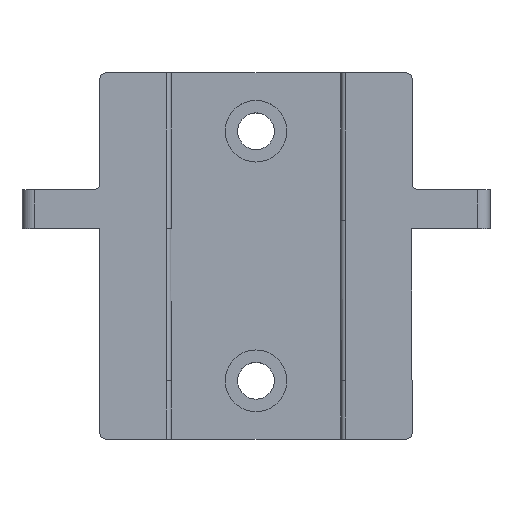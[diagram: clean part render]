
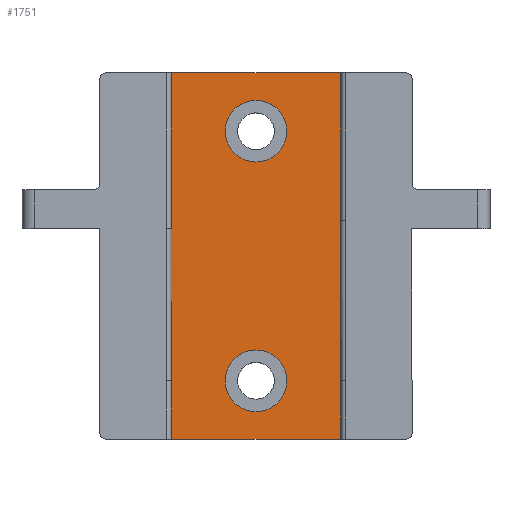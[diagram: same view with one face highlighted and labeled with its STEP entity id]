
A CAD part, top view. The second image highlights one B-rep face of the part: STEP entity #1751.
In plain terms, the highlighted face is planar.
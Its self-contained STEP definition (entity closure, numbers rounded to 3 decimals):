
#52=FACE_BOUND('',#295,.T.);
#53=FACE_BOUND('',#296,.T.);
#90=PLANE('',#1970);
#186=FACE_OUTER_BOUND('',#294,.T.);
#294=EDGE_LOOP('',(#1551,#1552,#1553,#1554,#1555,#1556,#1557,#1558,#1559,
#1560));
#295=EDGE_LOOP('',(#1561));
#296=EDGE_LOOP('',(#1562,#1563));
#397=LINE('',#3191,#531);
#400=LINE('',#3205,#534);
#409=LINE('',#3237,#543);
#414=LINE('',#3249,#548);
#418=LINE('',#3264,#552);
#429=LINE('',#3300,#563);
#430=LINE('',#3302,#564);
#431=LINE('',#3305,#565);
#436=LINE('',#3317,#570);
#437=LINE('',#3318,#571);
#531=VECTOR('',#2367,10.);
#534=VECTOR('',#2380,10.);
#543=VECTOR('',#2421,10.);
#548=VECTOR('',#2438,10.);
#552=VECTOR('',#2456,10.);
#563=VECTOR('',#2495,10.);
#564=VECTOR('',#2498,10.);
#565=VECTOR('',#2501,10.);
#570=VECTOR('',#2512,10.);
#571=VECTOR('',#2513,10.);
#662=CIRCLE('',#1934,5.013);
#668=CIRCLE('',#1956,5.013);
#675=CIRCLE('',#1971,5.013);
#803=VERTEX_POINT('',#3188);
#804=VERTEX_POINT('',#3190);
#808=VERTEX_POINT('',#3199);
#810=VERTEX_POINT('',#3203);
#815=VERTEX_POINT('',#3226);
#817=VERTEX_POINT('',#3236);
#820=VERTEX_POINT('',#3258);
#822=VERTEX_POINT('',#3262);
#825=VERTEX_POINT('',#3274);
#827=VERTEX_POINT('',#3277);
#833=VERTEX_POINT('',#3298);
#834=VERTEX_POINT('',#3304);
#838=VERTEX_POINT('',#3316);
#1026=EDGE_CURVE('',#804,#803,#397,.T.);
#1033=EDGE_CURVE('',#810,#808,#400,.T.);
#1043=EDGE_CURVE('',#815,#815,#662,.F.);
#1048=EDGE_CURVE('',#817,#804,#409,.T.);
#1054=EDGE_CURVE('',#817,#810,#414,.T.);
#1060=EDGE_CURVE('',#822,#820,#418,.T.);
#1066=EDGE_CURVE('',#827,#825,#668,.F.);
#1078=EDGE_CURVE('',#833,#803,#429,.T.);
#1079=EDGE_CURVE('',#808,#822,#430,.T.);
#1080=EDGE_CURVE('',#834,#820,#431,.T.);
#1086=EDGE_CURVE('',#833,#838,#436,.T.);
#1087=EDGE_CURVE('',#838,#834,#437,.T.);
#1088=EDGE_CURVE('',#827,#825,#675,.T.);
#1551=ORIENTED_EDGE('',*,*,#1026,.T.);
#1552=ORIENTED_EDGE('',*,*,#1078,.F.);
#1553=ORIENTED_EDGE('',*,*,#1086,.T.);
#1554=ORIENTED_EDGE('',*,*,#1087,.T.);
#1555=ORIENTED_EDGE('',*,*,#1080,.T.);
#1556=ORIENTED_EDGE('',*,*,#1060,.F.);
#1557=ORIENTED_EDGE('',*,*,#1079,.F.);
#1558=ORIENTED_EDGE('',*,*,#1033,.F.);
#1559=ORIENTED_EDGE('',*,*,#1054,.F.);
#1560=ORIENTED_EDGE('',*,*,#1048,.T.);
#1561=ORIENTED_EDGE('',*,*,#1043,.T.);
#1562=ORIENTED_EDGE('',*,*,#1088,.F.);
#1563=ORIENTED_EDGE('',*,*,#1066,.T.);
#1751=ADVANCED_FACE('',(#186,#52,#53),#90,.T.);
#1934=AXIS2_PLACEMENT_3D('',#3227,#2408,#2409);
#1956=AXIS2_PLACEMENT_3D('',#3278,#2469,#2470);
#1970=AXIS2_PLACEMENT_3D('',#3315,#2510,#2511);
#1971=AXIS2_PLACEMENT_3D('',#3319,#2514,#2515);
#2367=DIRECTION('',(-1.,0.,0.));
#2380=DIRECTION('',(0.,1.,0.));
#2408=DIRECTION('center_axis',(0.,0.,-1.));
#2409=DIRECTION('ref_axis',(-1.,0.,0.));
#2421=DIRECTION('',(0.,1.,0.));
#2438=DIRECTION('',(1.,0.,0.));
#2456=DIRECTION('',(0.002,1.,0.));
#2469=DIRECTION('center_axis',(0.,0.,-1.));
#2470=DIRECTION('ref_axis',(-1.,0.002,0.));
#2495=DIRECTION('',(-0.002,-1.,0.));
#2498=DIRECTION('',(-1.,0.002,0.));
#2501=DIRECTION('',(0.,-1.,0.));
#2510=DIRECTION('center_axis',(0.,0.,-1.));
#2511=DIRECTION('ref_axis',(-1.,0.,0.));
#2512=DIRECTION('',(0.,1.,0.));
#2513=DIRECTION('',(1.,0.,0.));
#2514=DIRECTION('center_axis',(0.,0.,-1.));
#2515=DIRECTION('ref_axis',(-1.,0.,0.));
#3188=CARTESIAN_POINT('',(-248.174,0.,217.92));
#3190=CARTESIAN_POINT('',(-248.126,0.,217.92));
#3191=CARTESIAN_POINT('',(-219.07,0.,217.92));
#3199=CARTESIAN_POINT('',(-210.652,-1.323,217.92));
#3203=CARTESIAN_POINT('',(-210.652,-25.4,217.92));
#3205=CARTESIAN_POINT('',(-210.652,12.7,217.92));
#3226=CARTESIAN_POINT('',(-224.376,-15.875,217.92));
#3227=CARTESIAN_POINT('Origin',(-229.389,-15.875,217.92));
#3236=CARTESIAN_POINT('',(-248.126,-25.4,217.92));
#3237=CARTESIAN_POINT('',(-248.126,12.7,217.92));
#3249=CARTESIAN_POINT('',(-219.07,-25.4,217.92));
#3258=CARTESIAN_POINT('',(-210.652,24.739,217.92));
#3262=CARTESIAN_POINT('',(-210.704,-1.323,217.92));
#3264=CARTESIAN_POINT('',(-210.596,53.287,217.92));
#3274=CARTESIAN_POINT('',(-224.376,24.752,217.92));
#3277=CARTESIAN_POINT('',(-234.401,24.762,217.92));
#3278=CARTESIAN_POINT('Origin',(-229.389,24.749,217.92));
#3298=CARTESIAN_POINT('',(-248.126,24.776,217.92));
#3300=CARTESIAN_POINT('',(-248.069,53.361,217.92));
#3302=CARTESIAN_POINT('',(-219.11,-1.306,217.92));
#3304=CARTESIAN_POINT('',(-210.652,34.29,217.92));
#3305=CARTESIAN_POINT('',(-210.652,-3.81,217.92));
#3315=CARTESIAN_POINT('Origin',(-208.751,-3.81,217.92));
#3316=CARTESIAN_POINT('',(-248.126,34.29,217.92));
#3317=CARTESIAN_POINT('',(-248.126,-3.81,217.92));
#3318=CARTESIAN_POINT('',(-219.07,34.29,217.92));
#3319=CARTESIAN_POINT('Origin',(-229.389,24.765,217.92));
